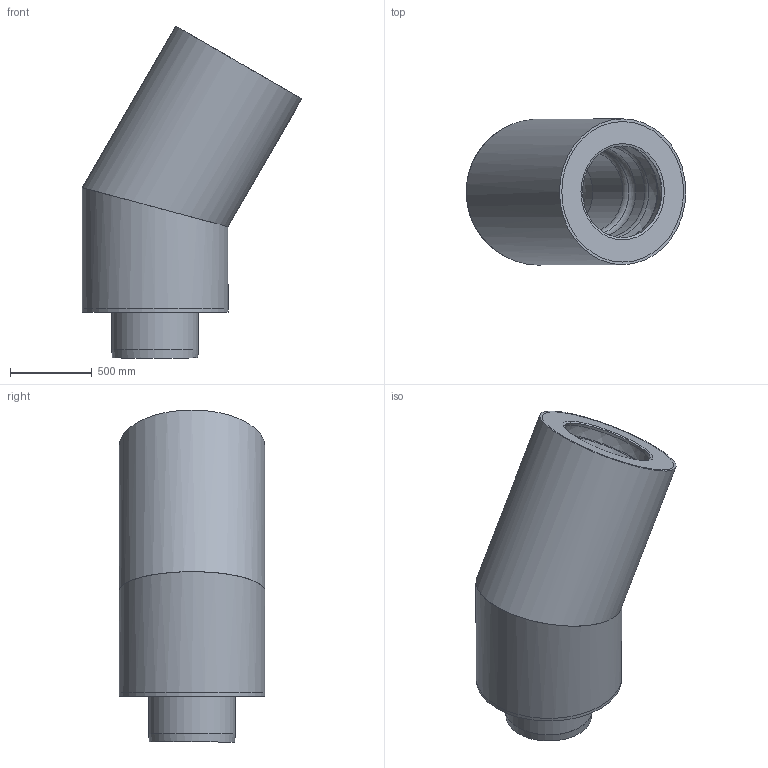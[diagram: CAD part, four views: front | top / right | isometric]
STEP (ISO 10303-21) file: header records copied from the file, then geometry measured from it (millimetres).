
FILE_DESCRIPTION(/* description */ (''),/* implementation_level */ '2;1');
FILE_NAME(/* name */ '58033.050X_3D.stp',/* time_stamp */ '2026-03-31T10:58:56+02:00',/* author */ ('c.rudolph'),/* organization */ (''),/* preprocessor_version */ 'ST-DEVELOPER v20.1',/* originating_system */ 'AutoCAD Mechanical',/* authorisation */ '');
FILE_SCHEMA (('AUTOMOTIVE_DESIGN { 1 0 10303 214 3 1 1 }'));
Length unit declared in the file: centimetre
Products named in the file (2): Product; *S0
Assembly tree (1 placements, depth 2):
  Product
    *S0
Bounding box: 1340.38 x 890 x 2025.85 mm (x, y, z)
Volume: 680027831.9 mm3; surface area: 25814686.1 mm2
Topology: 6 solids, 6 shells, 101 faces, 252 edges, 168 vertices
Faces by surface type: cylinder 35, plane 23, cone 20, torus 16, bspline 7
Full cylindrical faces by diameter (mm): 40 x6, 100 x2, 500 x2, 530 x5, 560 x1, 590 x2, 600 x1, 630 x2, 858 x6, 890 x3
Entity records: 4152 total; most frequent: CARTESIAN_POINT 1566, DIRECTION 573, ORIENTED_EDGE 498, AXIS2_PLACEMENT_3D 256, EDGE_CURVE 249, VERTEX_POINT 162, CIRCLE 153, EDGE_LOOP 123
